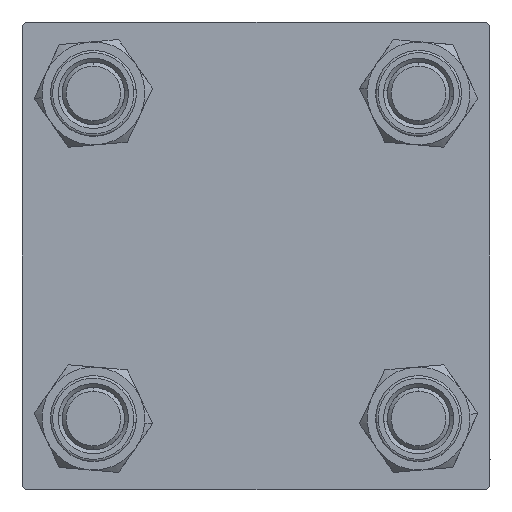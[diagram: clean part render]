
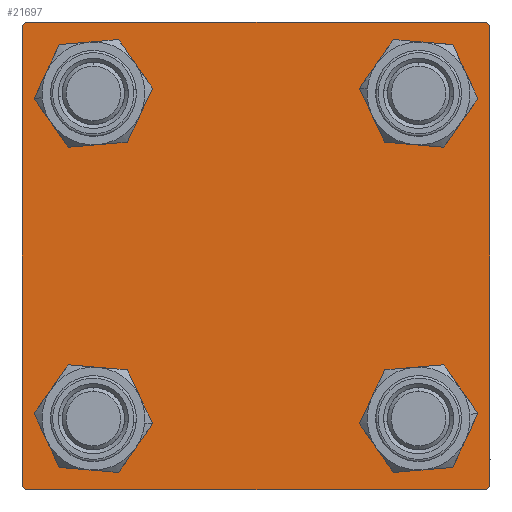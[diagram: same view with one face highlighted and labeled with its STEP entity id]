
A CAD part, left-side view. The second image highlights one B-rep face of the part: STEP entity #21697.
In plain terms, the highlighted planar face has unit normal (-1, 0, 0).
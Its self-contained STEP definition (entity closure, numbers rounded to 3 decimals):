
#396 = VECTOR ( 'NONE', #56287, 1000. ) ;
#552 = EDGE_CURVE ( 'NONE', #18227, #38371, #11770, .T. ) ;
#1181 = LINE ( 'NONE', #52788, #25034 ) ;
#1477 = CARTESIAN_POINT ( 'NONE',  ( 0., 0., 0. ) ) ;
#1981 = VERTEX_POINT ( 'NONE', #37888 ) ;
#2066 = DIRECTION ( 'NONE',  ( -1., 0., 0. ) ) ;
#2314 = ORIENTED_EDGE ( 'NONE', *, *, #6584, .T. ) ;
#2813 = CIRCLE ( 'NONE', #17611, 4.5 ) ;
#3484 = VECTOR ( 'NONE', #41322, 1000. ) ;
#3742 = ORIENTED_EDGE ( 'NONE', *, *, #45938, .T. ) ;
#3984 = VERTEX_POINT ( 'NONE', #48927 ) ;
#4121 = EDGE_CURVE ( 'NONE', #54496, #28676, #2813, .T. ) ;
#4380 = CARTESIAN_POINT ( 'NONE',  ( 0., 20.85, -20.85 ) ) ;
#4393 = VECTOR ( 'NONE', #28951, 1000. ) ;
#4504 = DIRECTION ( 'NONE',  ( 0., -0.707, 0.707 ) ) ;
#5153 = AXIS2_PLACEMENT_3D ( 'NONE', #4380, #35379, #48698 ) ;
#5668 = VERTEX_POINT ( 'NONE', #50459 ) ;
#5840 = FACE_BOUND ( 'NONE', #8056, .T. ) ;
#6040 = ORIENTED_EDGE ( 'NONE', *, *, #7995, .T. ) ;
#6431 = DIRECTION ( 'NONE',  ( 1., 0., 0. ) ) ;
#6584 = EDGE_CURVE ( 'NONE', #12710, #5668, #26050, .T. ) ;
#6788 = CARTESIAN_POINT ( 'NONE',  ( 0., -29.5, 30. ) ) ;
#7523 = AXIS2_PLACEMENT_3D ( 'NONE', #20334, #55690, #15982 ) ;
#7568 = CARTESIAN_POINT ( 'NONE',  ( 0., -29.5, -30. ) ) ;
#7583 = EDGE_LOOP ( 'NONE', ( #47351, #6040 ) ) ;
#7976 = DIRECTION ( 'NONE',  ( 0., 0., 1. ) ) ;
#7995 = EDGE_CURVE ( 'NONE', #28676, #54496, #53856, .T. ) ;
#8056 = EDGE_LOOP ( 'NONE', ( #3742, #2314 ) ) ;
#8674 = ORIENTED_EDGE ( 'NONE', *, *, #23966, .T. ) ;
#9383 = CIRCLE ( 'NONE', #41765, 4.5 ) ;
#9899 = ORIENTED_EDGE ( 'NONE', *, *, #39092, .T. ) ;
#10102 = VECTOR ( 'NONE', #37570, 1000. ) ;
#10384 = EDGE_CURVE ( 'NONE', #43332, #3984, #9383, .T. ) ;
#10779 = DIRECTION ( 'NONE',  ( 0., 0., 1. ) ) ;
#10819 = CARTESIAN_POINT ( 'NONE',  ( 0., -20.85, 25.35 ) ) ;
#10974 = AXIS2_PLACEMENT_3D ( 'NONE', #49948, #23861, #14322 ) ;
#11681 = EDGE_LOOP ( 'NONE', ( #54147, #39349 ) ) ;
#11752 = LINE ( 'NONE', #52023, #20146 ) ;
#11770 = LINE ( 'NONE', #56094, #21259 ) ;
#12710 = VERTEX_POINT ( 'NONE', #46503 ) ;
#14322 = DIRECTION ( 'NONE',  ( 0., 0., 1. ) ) ;
#15382 = FACE_BOUND ( 'NONE', #21025, .T. ) ;
#15536 = CARTESIAN_POINT ( 'NONE',  ( 0., 30., 30. ) ) ;
#15982 = DIRECTION ( 'NONE',  ( 0., 0., 1. ) ) ;
#16504 = CIRCLE ( 'NONE', #10974, 4.5 ) ;
#16763 = DIRECTION ( 'NONE',  ( 1., 0., 0. ) ) ;
#17611 = AXIS2_PLACEMENT_3D ( 'NONE', #21079, #55281, #51223 ) ;
#18227 = VERTEX_POINT ( 'NONE', #7568 ) ;
#18386 = CARTESIAN_POINT ( 'NONE',  ( 0., 29.5, 30. ) ) ;
#18421 = CIRCLE ( 'NONE', #32307, 4.5 ) ;
#18873 = FACE_OUTER_BOUND ( 'NONE', #28737, .T. ) ;
#20146 = VECTOR ( 'NONE', #43319, 1000. ) ;
#20334 = CARTESIAN_POINT ( 'NONE',  ( 0., -20.85, -20.85 ) ) ;
#20610 = VERTEX_POINT ( 'NONE', #32007 ) ;
#20752 = ORIENTED_EDGE ( 'NONE', *, *, #54664, .T. ) ;
#20936 = CARTESIAN_POINT ( 'NONE',  ( 0., 30., 29.5 ) ) ;
#21008 = CARTESIAN_POINT ( 'NONE',  ( 0., -20.85, 20.85 ) ) ;
#21025 = EDGE_LOOP ( 'NONE', ( #50098, #52931 ) ) ;
#21079 = CARTESIAN_POINT ( 'NONE',  ( 0., -20.85, 20.85 ) ) ;
#21259 = VECTOR ( 'NONE', #4504, 1000. ) ;
#21697 = ADVANCED_FACE ( 'NONE', ( #45519, #5840, #15382, #55089, #18873 ), #46094, .T. ) ;
#22200 = VERTEX_POINT ( 'NONE', #6788 ) ;
#22354 = DIRECTION ( 'NONE',  ( 0., 0.707, -0.707 ) ) ;
#23861 = DIRECTION ( 'NONE',  ( 1., 0., 0. ) ) ;
#23966 = EDGE_CURVE ( 'NONE', #25747, #22200, #42385, .T. ) ;
#23988 = VERTEX_POINT ( 'NONE', #20936 ) ;
#25034 = VECTOR ( 'NONE', #22354, 1000. ) ;
#25406 = VERTEX_POINT ( 'NONE', #36621 ) ;
#25513 = CARTESIAN_POINT ( 'NONE',  ( 0., -30., 29.5 ) ) ;
#25747 = VERTEX_POINT ( 'NONE', #25513 ) ;
#26050 = CIRCLE ( 'NONE', #7523, 4.5 ) ;
#27491 = EDGE_CURVE ( 'NONE', #25406, #1981, #34756, .T. ) ;
#27847 = DIRECTION ( 'NONE',  ( 0., 0., 1. ) ) ;
#28676 = VERTEX_POINT ( 'NONE', #33622 ) ;
#28737 = EDGE_LOOP ( 'NONE', ( #51798, #9899, #49823, #38292, #53238, #8674, #36540, #20752 ) ) ;
#28951 = DIRECTION ( 'NONE',  ( 0., -0.707, -0.707 ) ) ;
#29232 = CARTESIAN_POINT ( 'NONE',  ( 0., 29.75, -29.75 ) ) ;
#32007 = CARTESIAN_POINT ( 'NONE',  ( 0., 29.5, -30. ) ) ;
#32307 = AXIS2_PLACEMENT_3D ( 'NONE', #56470, #16763, #39086 ) ;
#33370 = CARTESIAN_POINT ( 'NONE',  ( 0., 20.85, 20.85 ) ) ;
#33622 = CARTESIAN_POINT ( 'NONE',  ( 0., -20.85, 16.35 ) ) ;
#33654 = AXIS2_PLACEMENT_3D ( 'NONE', #1477, #2066, #27847 ) ;
#34042 = DIRECTION ( 'NONE',  ( 1., 0., 0. ) ) ;
#34046 = DIRECTION ( 'NONE',  ( 1., 0., 0. ) ) ;
#34756 = CIRCLE ( 'NONE', #5153, 4.5 ) ;
#35379 = DIRECTION ( 'NONE',  ( 1., 0., 0. ) ) ;
#36540 = ORIENTED_EDGE ( 'NONE', *, *, #50201, .F. ) ;
#36621 = CARTESIAN_POINT ( 'NONE',  ( 0., 20.85, -16.35 ) ) ;
#37570 = DIRECTION ( 'NONE',  ( 0., -1., 0. ) ) ;
#37888 = CARTESIAN_POINT ( 'NONE',  ( 0., 20.85, -25.35 ) ) ;
#38292 = ORIENTED_EDGE ( 'NONE', *, *, #552, .T. ) ;
#38371 = VERTEX_POINT ( 'NONE', #54168 ) ;
#38891 = CARTESIAN_POINT ( 'NONE',  ( 0., 30., 30. ) ) ;
#38934 = LINE ( 'NONE', #15536, #10102 ) ;
#39086 = DIRECTION ( 'NONE',  ( 0., 0., 1. ) ) ;
#39092 = EDGE_CURVE ( 'NONE', #42112, #20610, #55895, .T. ) ;
#39183 = EDGE_CURVE ( 'NONE', #20610, #18227, #11752, .T. ) ;
#39264 = CARTESIAN_POINT ( 'NONE',  ( 0., 20.85, 20.85 ) ) ;
#39349 = ORIENTED_EDGE ( 'NONE', *, *, #49114, .T. ) ;
#39520 = EDGE_CURVE ( 'NONE', #25747, #38371, #40760, .T. ) ;
#39795 = VERTEX_POINT ( 'NONE', #18386 ) ;
#40760 = LINE ( 'NONE', #49728, #3484 ) ;
#41322 = DIRECTION ( 'NONE',  ( 0., 0., -1. ) ) ;
#41765 = AXIS2_PLACEMENT_3D ( 'NONE', #33370, #6431, #10779 ) ;
#42112 = VERTEX_POINT ( 'NONE', #53452 ) ;
#42288 = EDGE_CURVE ( 'NONE', #1981, #25406, #16504, .T. ) ;
#42385 = LINE ( 'NONE', #51361, #396 ) ;
#42447 = CIRCLE ( 'NONE', #56308, 4.5 ) ;
#42702 = CARTESIAN_POINT ( 'NONE',  ( 0., 20.85, 25.35 ) ) ;
#43319 = DIRECTION ( 'NONE',  ( 0., -1., 0. ) ) ;
#43332 = VERTEX_POINT ( 'NONE', #42702 ) ;
#45519 = FACE_BOUND ( 'NONE', #7583, .T. ) ;
#45938 = EDGE_CURVE ( 'NONE', #5668, #12710, #18421, .T. ) ;
#46094 = PLANE ( 'NONE',  #33654 ) ;
#46503 = CARTESIAN_POINT ( 'NONE',  ( 0., -20.85, -25.35 ) ) ;
#47351 = ORIENTED_EDGE ( 'NONE', *, *, #4121, .T. ) ;
#47574 = DIRECTION ( 'NONE',  ( 0., 0., -1. ) ) ;
#48698 = DIRECTION ( 'NONE',  ( 0., 0., 1. ) ) ;
#48927 = CARTESIAN_POINT ( 'NONE',  ( 0., 20.85, 16.35 ) ) ;
#49114 = EDGE_CURVE ( 'NONE', #3984, #43332, #42447, .T. ) ;
#49728 = CARTESIAN_POINT ( 'NONE',  ( 0., -30., 30. ) ) ;
#49823 = ORIENTED_EDGE ( 'NONE', *, *, #39183, .T. ) ;
#49948 = CARTESIAN_POINT ( 'NONE',  ( 0., 20.85, -20.85 ) ) ;
#50098 = ORIENTED_EDGE ( 'NONE', *, *, #27491, .T. ) ;
#50201 = EDGE_CURVE ( 'NONE', #39795, #22200, #38934, .T. ) ;
#50459 = CARTESIAN_POINT ( 'NONE',  ( 0., -20.85, -16.35 ) ) ;
#51223 = DIRECTION ( 'NONE',  ( 0., 0., 1. ) ) ;
#51361 = CARTESIAN_POINT ( 'NONE',  ( 0., -29.75, 29.75 ) ) ;
#51716 = DIRECTION ( 'NONE',  ( 0., 0., 1. ) ) ;
#51798 = ORIENTED_EDGE ( 'NONE', *, *, #53799, .T. ) ;
#51989 = AXIS2_PLACEMENT_3D ( 'NONE', #21008, #34042, #51716 ) ;
#52023 = CARTESIAN_POINT ( 'NONE',  ( 0., 30., -30. ) ) ;
#52788 = CARTESIAN_POINT ( 'NONE',  ( 0., 29.75, 29.75 ) ) ;
#52931 = ORIENTED_EDGE ( 'NONE', *, *, #42288, .T. ) ;
#53238 = ORIENTED_EDGE ( 'NONE', *, *, #39520, .F. ) ;
#53452 = CARTESIAN_POINT ( 'NONE',  ( 0., 30., -29.5 ) ) ;
#53799 = EDGE_CURVE ( 'NONE', #23988, #42112, #56843, .T. ) ;
#53856 = CIRCLE ( 'NONE', #51989, 4.5 ) ;
#54147 = ORIENTED_EDGE ( 'NONE', *, *, #10384, .T. ) ;
#54168 = CARTESIAN_POINT ( 'NONE',  ( 0., -30., -29.5 ) ) ;
#54496 = VERTEX_POINT ( 'NONE', #10819 ) ;
#54664 = EDGE_CURVE ( 'NONE', #39795, #23988, #1181, .T. ) ;
#55089 = FACE_BOUND ( 'NONE', #11681, .T. ) ;
#55281 = DIRECTION ( 'NONE',  ( 1., 0., 0. ) ) ;
#55690 = DIRECTION ( 'NONE',  ( 1., 0., 0. ) ) ;
#55895 = LINE ( 'NONE', #29232, #4393 ) ;
#56094 = CARTESIAN_POINT ( 'NONE',  ( 0., -29.75, -29.75 ) ) ;
#56287 = DIRECTION ( 'NONE',  ( 0., 0.707, 0.707 ) ) ;
#56308 = AXIS2_PLACEMENT_3D ( 'NONE', #39264, #34046, #7976 ) ;
#56466 = VECTOR ( 'NONE', #47574, 1000. ) ;
#56470 = CARTESIAN_POINT ( 'NONE',  ( 0., -20.85, -20.85 ) ) ;
#56843 = LINE ( 'NONE', #38891, #56466 ) ;
